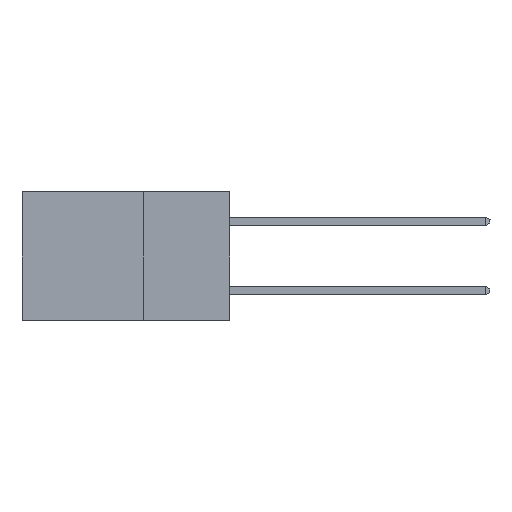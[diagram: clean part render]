
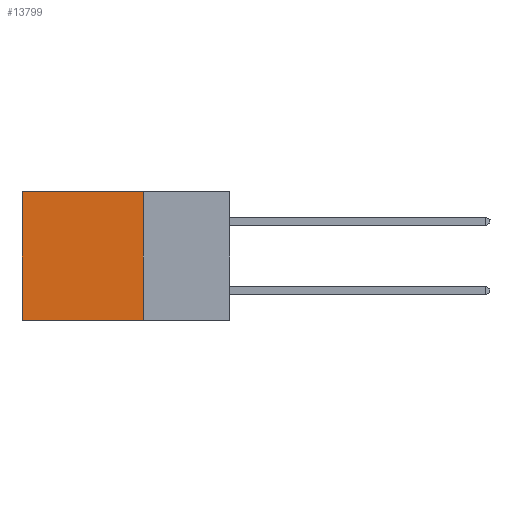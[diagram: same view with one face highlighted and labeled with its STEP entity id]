
A CAD part, left-side view. The second image highlights one B-rep face of the part: STEP entity #13799.
In plain terms, the highlighted planar face has unit normal (-1, 0, 0).
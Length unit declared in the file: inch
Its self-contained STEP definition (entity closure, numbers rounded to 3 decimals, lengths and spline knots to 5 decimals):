
#348 = EDGE_CURVE ( 'NONE', #4931, #5265, #5903, .T. ) ;
#588 = CARTESIAN_POINT ( 'NONE',  ( 0.2615, 0.6, -0.37 ) ) ;
#843 = CARTESIAN_POINT ( 'NONE',  ( 0.2615, 0.25, 0. ) ) ;
#1477 = LINE ( 'NONE', #2703, #5574 ) ;
#1705 = PLANE ( 'NONE',  #9317 ) ;
#2035 = EDGE_CURVE ( 'NONE', #5525, #13608, #3958, .T. ) ;
#2583 = CARTESIAN_POINT ( 'NONE',  ( 0.2615, 0.6, -0.37 ) ) ;
#2614 = ORIENTED_EDGE ( 'NONE', *, *, #12481, .F. ) ;
#2703 = CARTESIAN_POINT ( 'NONE',  ( 0.2615, 0.25, -0.37 ) ) ;
#2901 = EDGE_LOOP ( 'NONE', ( #7351, #2614, #7343, #10461 ) ) ;
#3958 = LINE ( 'NONE', #14699, #5726 ) ;
#4068 = LINE ( 'NONE', #843, #8898 ) ;
#4931 = VERTEX_POINT ( 'NONE', #12729 ) ;
#5177 = FACE_OUTER_BOUND ( 'NONE', #2901, .T. ) ;
#5258 = DIRECTION ( 'NONE',  ( 0., 0., -1. ) ) ;
#5265 = VERTEX_POINT ( 'NONE', #588 ) ;
#5525 = VERTEX_POINT ( 'NONE', #6171 ) ;
#5574 = VECTOR ( 'NONE', #12278, 39.37008 ) ;
#5726 = VECTOR ( 'NONE', #13470, 39.37008 ) ;
#5903 = LINE ( 'NONE', #2583, #13256 ) ;
#6170 = CARTESIAN_POINT ( 'NONE',  ( 0.2615, 0.25, -0.37 ) ) ;
#6171 = CARTESIAN_POINT ( 'NONE',  ( 0.2615, 0.25, 0. ) ) ;
#7343 = ORIENTED_EDGE ( 'NONE', *, *, #2035, .F. ) ;
#7351 = ORIENTED_EDGE ( 'NONE', *, *, #348, .T. ) ;
#7566 = DIRECTION ( 'NONE',  ( 1., 0., 0. ) ) ;
#7772 = DIRECTION ( 'NONE',  ( 0., 1., 0. ) ) ;
#8898 = VECTOR ( 'NONE', #7772, 39.37008 ) ;
#9317 = AXIS2_PLACEMENT_3D ( 'NONE', #6170, #7566, #5258 ) ;
#9597 = DIRECTION ( 'NONE',  ( 0., 0., -1. ) ) ;
#10338 = EDGE_CURVE ( 'NONE', #5525, #4931, #4068, .T. ) ;
#10461 = ORIENTED_EDGE ( 'NONE', *, *, #10338, .T. ) ;
#12278 = DIRECTION ( 'NONE',  ( 0., 1., 0. ) ) ;
#12481 = EDGE_CURVE ( 'NONE', #13608, #5265, #1477, .T. ) ;
#12729 = CARTESIAN_POINT ( 'NONE',  ( 0.2615, 0.6, 0. ) ) ;
#13256 = VECTOR ( 'NONE', #9597, 39.37008 ) ;
#13470 = DIRECTION ( 'NONE',  ( 0., 0., -1. ) ) ;
#13608 = VERTEX_POINT ( 'NONE', #14870 ) ;
#13799 = ADVANCED_FACE ( 'NONE', ( #5177 ), #1705, .F. ) ;
#14699 = CARTESIAN_POINT ( 'NONE',  ( 0.2615, 0.25, -0.37 ) ) ;
#14870 = CARTESIAN_POINT ( 'NONE',  ( 0.2615, 0.25, -0.37 ) ) ;
